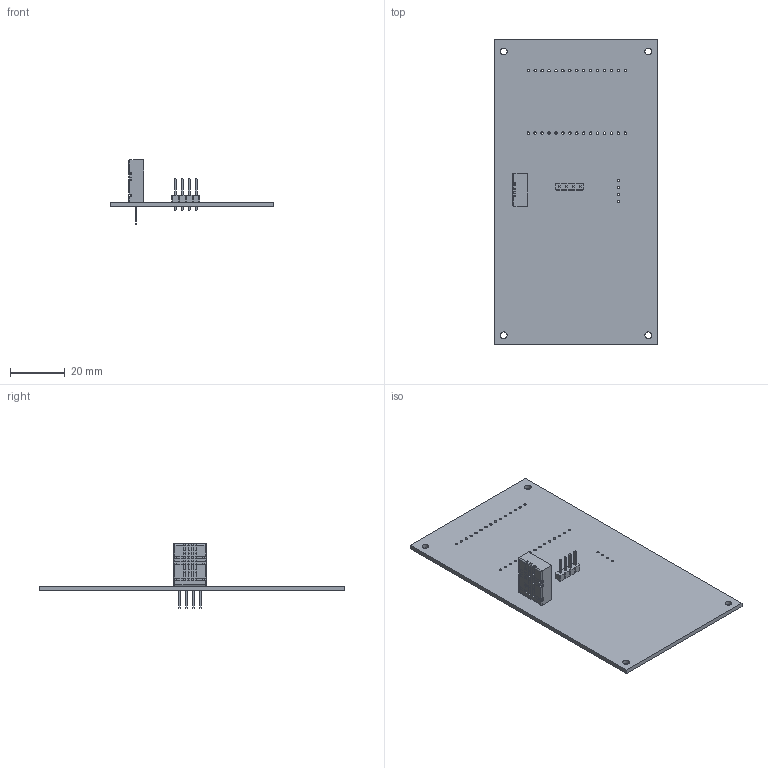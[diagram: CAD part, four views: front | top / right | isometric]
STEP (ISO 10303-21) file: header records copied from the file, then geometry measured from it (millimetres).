
FILE_DESCRIPTION(('KiCad electronic assembly'),'2;1');
FILE_NAME('pmpm.step','2026-01-02T20:05:05',('Pcbnew'),('Kicad'), 'Open CASCADE STEP processor 7.8','KiCad to STEP converter','Unknown' );
FILE_SCHEMA(('AUTOMOTIVE_DESIGN { 1 0 10303 214 1 1 1 1 }'));
Length unit declared in the file: millimetre
Products named in the file (6): pmpm 1; Aosong_DHT11_5.5x12.0_P2.54mm; PinHeader_1x04_P2.54mm_Vertical; PinHeader_1x04_P254mm_Vertical; pmpm_PCB
Assembly tree (5 placements, depth 3):
  pmpm 1
    Aosong_DHT11_5.5x12.0_P2.54mm
      Aosong_DHT11_5.5x12.0_P2.54mm
    PinHeader_1x04_P2.54mm_Vertical
      PinHeader_1x04_P254mm_Vertical
    pmpm_PCB
Bounding box: 60 x 112 x 23.5 mm (x, y, z)
Volume: 11752.9 mm3; surface area: 15203 mm2
Topology: 3 solids, 3 shells, 441 faces, 1148 edges, 688 vertices
Faces by surface type: plane 382, cylinder 59
Full cylindrical faces by diameter (mm): 0.8 x8, 0.9 x30, 1 x4, 2.5 x4
Entity records: 16165 total; most frequent: ORIENTED_EDGE 2296, CARTESIAN_POINT 2283, DIRECTION 2174, EDGE_CURVE 1148, LINE 1016, VECTOR 1016, VERTEX_POINT 688, AXIS2_PLACEMENT_3D 579
